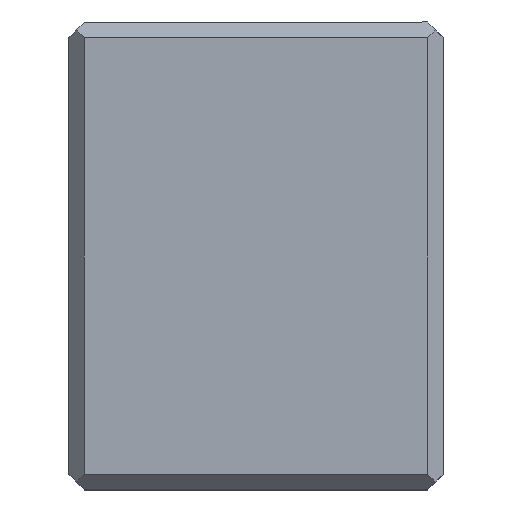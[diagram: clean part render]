
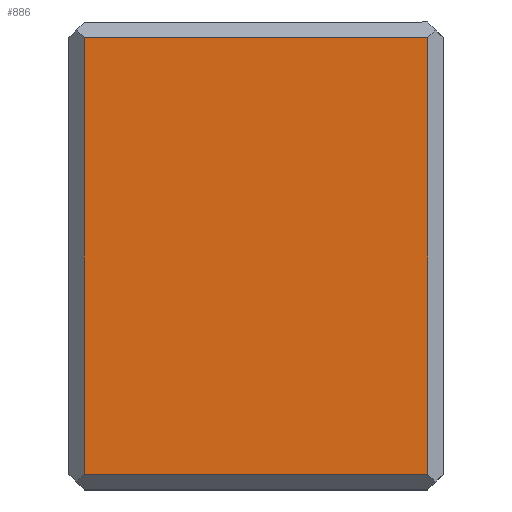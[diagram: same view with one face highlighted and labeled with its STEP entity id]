
A CAD part, left-side view. The second image highlights one B-rep face of the part: STEP entity #886.
In plain terms, the highlighted planar face has unit normal (-1, 0, 0).
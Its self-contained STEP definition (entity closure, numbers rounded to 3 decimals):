
#134=FACE_OUTER_BOUND('',#188,.T.);
#188=EDGE_LOOP('',(#770,#771,#772,#773));
#218=LINE('',#1291,#302);
#224=LINE('',#1302,#308);
#275=LINE('',#1486,#359);
#278=LINE('',#1491,#362);
#302=VECTOR('',#1023,10.);
#308=VECTOR('',#1031,10.);
#359=VECTOR('',#1208,10.);
#362=VECTOR('',#1215,10.);
#383=VERTEX_POINT('',#1288);
#384=VERTEX_POINT('',#1290);
#388=VERTEX_POINT('',#1300);
#446=VERTEX_POINT('',#1485);
#469=EDGE_CURVE('',#383,#384,#218,.T.);
#475=EDGE_CURVE('',#388,#383,#224,.T.);
#561=EDGE_CURVE('',#384,#446,#275,.T.);
#564=EDGE_CURVE('',#446,#388,#278,.T.);
#770=ORIENTED_EDGE('',*,*,#475,.F.);
#771=ORIENTED_EDGE('',*,*,#564,.F.);
#772=ORIENTED_EDGE('',*,*,#561,.F.);
#773=ORIENTED_EDGE('',*,*,#469,.F.);
#842=PLANE('',#981);
#886=ADVANCED_FACE('',(#134),#842,.F.);
#981=AXIS2_PLACEMENT_3D('',#1490,#1213,#1214);
#1023=DIRECTION('',(0.,1.,0.));
#1031=DIRECTION('',(0.,0.,-1.));
#1208=DIRECTION('',(0.,0.,1.));
#1213=DIRECTION('center_axis',(1.,0.,0.));
#1214=DIRECTION('ref_axis',(0.,0.,1.));
#1215=DIRECTION('',(0.,-1.,0.));
#1288=CARTESIAN_POINT('',(-25.,95.415,13.));
#1290=CARTESIAN_POINT('',(-25.,117.415,13.));
#1291=CARTESIAN_POINT('',(-25.,100.415,13.));
#1300=CARTESIAN_POINT('',(-25.,95.415,41.));
#1302=CARTESIAN_POINT('',(-25.,95.415,19.5));
#1485=CARTESIAN_POINT('',(-25.,117.415,41.));
#1486=CARTESIAN_POINT('',(-25.,117.415,19.5));
#1490=CARTESIAN_POINT('Origin',(-25.,100.415,12.));
#1491=CARTESIAN_POINT('',(-25.,100.415,41.));
